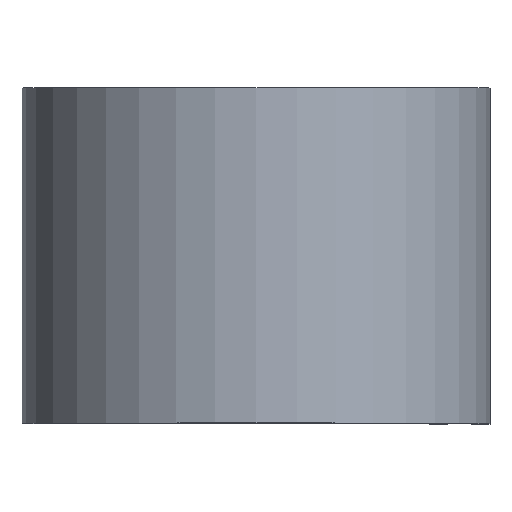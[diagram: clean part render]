
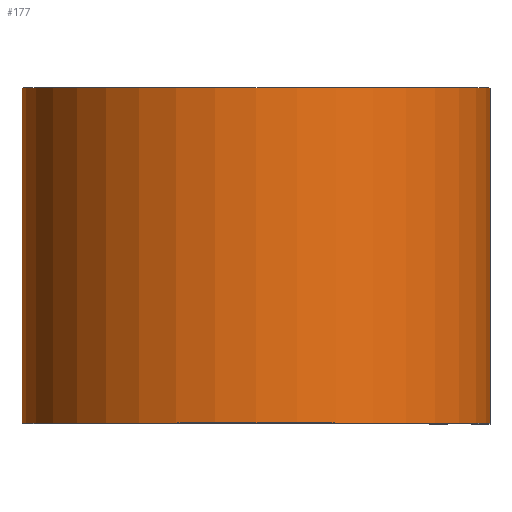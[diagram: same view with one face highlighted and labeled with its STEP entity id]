
A CAD part, top view. The second image highlights one B-rep face of the part: STEP entity #177.
In plain terms, the highlighted cylindrical face has radius 15.507 mm (diameter 31.013 mm), a partial arc.
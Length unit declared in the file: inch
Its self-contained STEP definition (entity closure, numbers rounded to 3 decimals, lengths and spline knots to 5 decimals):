
#31 = EDGE_CURVE ( 'NONE', #499, #161, #416, .T. ) ;
#52 = ORIENTED_EDGE ( 'NONE', *, *, #533, .F. ) ;
#65 = DIRECTION ( 'NONE',  ( 1., 0., 0. ) ) ;
#69 = DIRECTION ( 'NONE',  ( 0., 1., 0. ) ) ;
#71 = VECTOR ( 'NONE', #632, 39.37008 ) ;
#112 = CARTESIAN_POINT ( 'NONE',  ( 0., 0.4375, -0.6105 ) ) ;
#120 = CARTESIAN_POINT ( 'NONE',  ( 0.6105, 0.4375, 0. ) ) ;
#130 = CARTESIAN_POINT ( 'NONE',  ( 0., 0.4375, 0. ) ) ;
#158 = AXIS2_PLACEMENT_3D ( 'NONE', #430, #496, #433 ) ;
#161 = VERTEX_POINT ( 'NONE', #237 ) ;
#164 = LINE ( 'NONE', #282, #436 ) ;
#177 = ADVANCED_FACE ( 'NONE', ( #637 ), #185, .T. ) ;
#185 = CYLINDRICAL_SURFACE ( 'NONE', #636, 0.6105 ) ;
#237 = CARTESIAN_POINT ( 'NONE',  ( 0.6105, -0.4375, 0. ) ) ;
#269 = EDGE_CURVE ( 'NONE', #494, #499, #164, .T. ) ;
#272 = VERTEX_POINT ( 'NONE', #120 ) ;
#282 = CARTESIAN_POINT ( 'NONE',  ( 0., 0.4375, -0.6105 ) ) ;
#307 = CARTESIAN_POINT ( 'NONE',  ( 0.6105, 0.4375, 0. ) ) ;
#327 = DIRECTION ( 'NONE',  ( 0., -1., 0. ) ) ;
#350 = AXIS2_PLACEMENT_3D ( 'NONE', #130, #69, #65 ) ;
#367 = LINE ( 'NONE', #307, #71 ) ;
#378 = DIRECTION ( 'NONE',  ( 0., 0., -1. ) ) ;
#380 = CARTESIAN_POINT ( 'NONE',  ( 0., 0.4375, 0. ) ) ;
#416 = CIRCLE ( 'NONE', #158, 0.6105 ) ;
#422 = DIRECTION ( 'NONE',  ( 0., -1., 0. ) ) ;
#430 = CARTESIAN_POINT ( 'NONE',  ( 0., -0.4375, 0. ) ) ;
#433 = DIRECTION ( 'NONE',  ( 1., 0., 0. ) ) ;
#436 = VECTOR ( 'NONE', #327, 39.37008 ) ;
#490 = EDGE_CURVE ( 'NONE', #494, #272, #544, .T. ) ;
#494 = VERTEX_POINT ( 'NONE', #112 ) ;
#496 = DIRECTION ( 'NONE',  ( 0., 1., 0. ) ) ;
#499 = VERTEX_POINT ( 'NONE', #630 ) ;
#533 = EDGE_CURVE ( 'NONE', #272, #161, #367, .T. ) ;
#535 = ORIENTED_EDGE ( 'NONE', *, *, #31, .T. ) ;
#544 = CIRCLE ( 'NONE', #350, 0.6105 ) ;
#589 = ORIENTED_EDGE ( 'NONE', *, *, #490, .F. ) ;
#618 = ORIENTED_EDGE ( 'NONE', *, *, #269, .T. ) ;
#630 = CARTESIAN_POINT ( 'NONE',  ( 0., -0.4375, -0.6105 ) ) ;
#632 = DIRECTION ( 'NONE',  ( 0., -1., 0. ) ) ;
#636 = AXIS2_PLACEMENT_3D ( 'NONE', #380, #422, #378 ) ;
#637 = FACE_OUTER_BOUND ( 'NONE', #678, .T. ) ;
#678 = EDGE_LOOP ( 'NONE', ( #535, #52, #589, #618 ) ) ;
